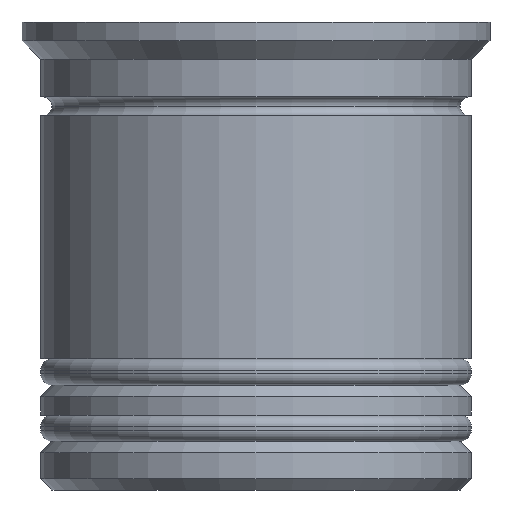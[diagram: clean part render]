
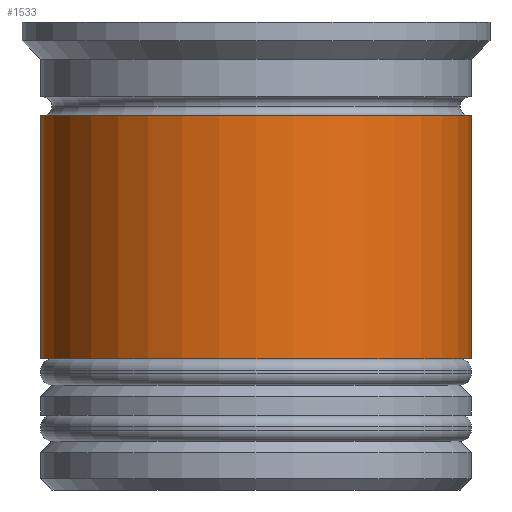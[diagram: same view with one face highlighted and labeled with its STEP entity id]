
A CAD part, front view. The second image highlights one B-rep face of the part: STEP entity #1533.
In plain terms, the highlighted cylindrical face has radius 5.75 mm (diameter 11.5 mm), a partial arc.
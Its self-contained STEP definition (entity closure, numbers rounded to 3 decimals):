
#2 = FACE_OUTER_BOUND ( 'NONE', #1743, .T. ) ;
#7 = DIRECTION ( 'NONE',  ( 0., 0., 1. ) ) ;
#96 = EDGE_CURVE ( 'NONE', #1132, #1519, #107, .T. ) ;
#107 = LINE ( 'NONE', #231, #1730 ) ;
#150 = VECTOR ( 'NONE', #1778, 1000. ) ;
#231 = CARTESIAN_POINT ( 'NONE',  ( 5.75, 0., 0. ) ) ;
#300 = CARTESIAN_POINT ( 'NONE',  ( 5.75, 0., -2.5 ) ) ;
#340 = EDGE_CURVE ( 'NONE', #1300, #1132, #1953, .T. ) ;
#466 = DIRECTION ( 'NONE',  ( 0., 0., 1. ) ) ;
#559 = ORIENTED_EDGE ( 'NONE', *, *, #1880, .F. ) ;
#561 = LINE ( 'NONE', #1809, #150 ) ;
#615 = CYLINDRICAL_SURFACE ( 'NONE', #1319, 5.75 ) ;
#631 = DIRECTION ( 'NONE',  ( 1., 0., 0. ) ) ;
#832 = ORIENTED_EDGE ( 'NONE', *, *, #340, .T. ) ;
#852 = CARTESIAN_POINT ( 'NONE',  ( -5.75, 0., -2.5 ) ) ;
#1132 = VERTEX_POINT ( 'NONE', #1209 ) ;
#1209 = CARTESIAN_POINT ( 'NONE',  ( 5.75, 0., -9. ) ) ;
#1294 = CARTESIAN_POINT ( 'NONE',  ( 0., 0., -9. ) ) ;
#1300 = VERTEX_POINT ( 'NONE', #1492 ) ;
#1319 = AXIS2_PLACEMENT_3D ( 'NONE', #1839, #466, #1732 ) ;
#1382 = AXIS2_PLACEMENT_3D ( 'NONE', #1294, #1444, #1609 ) ;
#1385 = CARTESIAN_POINT ( 'NONE',  ( 0., 0., -2.5 ) ) ;
#1444 = DIRECTION ( 'NONE',  ( 0., 0., 1. ) ) ;
#1453 = AXIS2_PLACEMENT_3D ( 'NONE', #1385, #7, #631 ) ;
#1491 = DIRECTION ( 'NONE',  ( 0., 0., 1. ) ) ;
#1492 = CARTESIAN_POINT ( 'NONE',  ( -5.75, 0., -9. ) ) ;
#1519 = VERTEX_POINT ( 'NONE', #300 ) ;
#1533 = ADVANCED_FACE ( 'NONE', ( #2 ), #615, .T. ) ;
#1609 = DIRECTION ( 'NONE',  ( 1., 0., 0. ) ) ;
#1711 = ORIENTED_EDGE ( 'NONE', *, *, #96, .T. ) ;
#1730 = VECTOR ( 'NONE', #1491, 1000. ) ;
#1732 = DIRECTION ( 'NONE',  ( 1., 0., 0. ) ) ;
#1743 = EDGE_LOOP ( 'NONE', ( #1902, #832, #1711, #559 ) ) ;
#1746 = EDGE_CURVE ( 'NONE', #1300, #1784, #561, .T. ) ;
#1778 = DIRECTION ( 'NONE',  ( 0., 0., 1. ) ) ;
#1784 = VERTEX_POINT ( 'NONE', #852 ) ;
#1809 = CARTESIAN_POINT ( 'NONE',  ( -5.75, 0., 0. ) ) ;
#1839 = CARTESIAN_POINT ( 'NONE',  ( 0., 0., 0. ) ) ;
#1861 = CIRCLE ( 'NONE', #1453, 5.75 ) ;
#1880 = EDGE_CURVE ( 'NONE', #1784, #1519, #1861, .T. ) ;
#1902 = ORIENTED_EDGE ( 'NONE', *, *, #1746, .F. ) ;
#1953 = CIRCLE ( 'NONE', #1382, 5.75 ) ;
